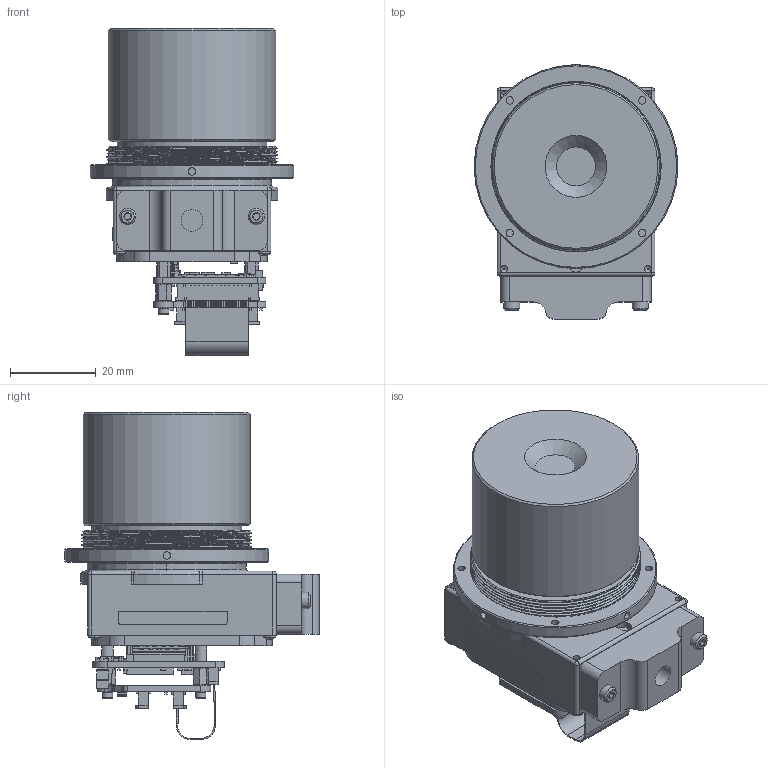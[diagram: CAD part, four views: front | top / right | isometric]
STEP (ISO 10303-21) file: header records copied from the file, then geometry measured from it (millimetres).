
FILE_DESCRIPTION (( 'STEP AP214' ), '1' );
FILE_NAME ('20-70061 Mechanical ICD, Viento HD10 MIPI, 12.8mm, RevA.STEP', '2024-06-24T21:05:05', ( '' ), ( '' ), 'SwSTEP 2.0', 'SolidWorks 2023', '' );
FILE_SCHEMA (( 'AUTOMOTIVE_DESIGN' ));
Length unit declared in the file: millimetre
Products named in the file (1): 20-70061 Mechanical ICD, Viento HD10 MIPI, 12.8mm, RevA
Bounding box: 47.5 x 59.28 x 76.25 mm (x, y, z)
Volume: 72667.4 mm3; surface area: 29061 mm2
Topology: 13 solids, 17 shells, 2889 faces, 7904 edges, 5202 vertices
Faces by surface type: plane 2264, cylinder 446, cone 100, bspline 40, torus 27, sphere 12
Full cylindrical faces by diameter (mm): 0.203 x3, 0.432 x7, 0.508 x2, 0.6 x6, 0.75 x2, 0.864 x3, 1.112 x2, 1.2 x2, 1.524 x4, 1.6 x6, 1.727 x8, 1.9 x4, 2.4 x2, 2.438 x2, 3.8 x2, 5.105 x1, 32.5 x1, 33.999 x1, 34.9 x1, 38.989 x1, 47.498 x1
Entity records: 101704 total; most frequent: CARTESIAN_POINT 28387, ORIENTED_EDGE 15526, DIRECTION 14351, EDGE_CURVE 7763, VECTOR 6485, LINE 6485, VERTEX_POINT 5168, AXIS2_PLACEMENT_3D 3933
